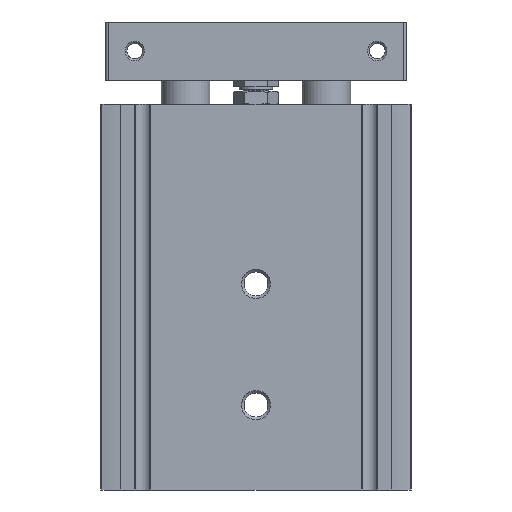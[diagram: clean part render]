
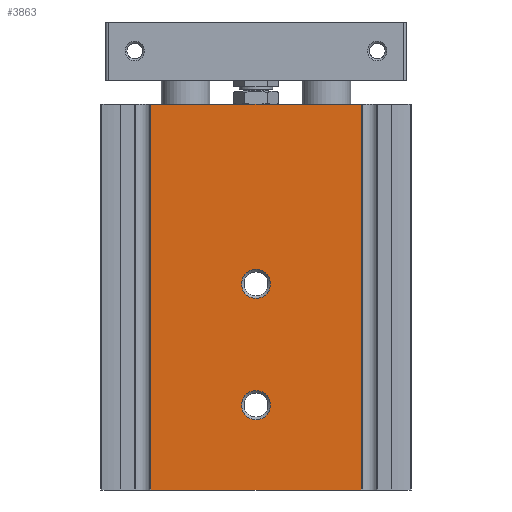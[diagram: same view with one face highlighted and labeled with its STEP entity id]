
A CAD part, front view. The second image highlights one B-rep face of the part: STEP entity #3863.
In plain terms, the highlighted face is planar.
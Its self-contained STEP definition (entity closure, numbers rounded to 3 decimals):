
#267=LINE('',#6667,#451);
#307=LINE('',#6872,#491);
#320=LINE('',#6914,#504);
#321=LINE('',#6915,#505);
#451=VECTOR('',#5308,1000.);
#491=VECTOR('',#5474,1000.);
#504=VECTOR('',#5519,1000.);
#505=VECTOR('',#5520,1000.);
#778=ORIENTED_EDGE('',*,*,#1793,.T.);
#779=ORIENTED_EDGE('',*,*,#1794,.T.);
#780=ORIENTED_EDGE('',*,*,#1795,.T.);
#781=ORIENTED_EDGE('',*,*,#1772,.F.);
#782=ORIENTED_EDGE('',*,*,#1796,.F.);
#783=ORIENTED_EDGE('',*,*,#1670,.T.);
#1670=EDGE_CURVE('',#2184,#2183,#267,.T.);
#1772=EDGE_CURVE('',#2285,#2286,#307,.T.);
#1793=EDGE_CURVE('',#2297,#2297,#2635,.T.);
#1794=EDGE_CURVE('',#2298,#2298,#2636,.T.);
#1795=EDGE_CURVE('',#2183,#2286,#320,.T.);
#1796=EDGE_CURVE('',#2184,#2285,#321,.T.);
#2183=VERTEX_POINT('',#6666);
#2184=VERTEX_POINT('',#6668);
#2285=VERTEX_POINT('',#6871);
#2286=VERTEX_POINT('',#6873);
#2297=VERTEX_POINT('',#6911);
#2298=VERTEX_POINT('',#6913);
#2635=CIRCLE('',#4784,3.);
#2636=CIRCLE('',#4785,3.);
#2865=EDGE_LOOP('',(#778));
#2866=EDGE_LOOP('',(#779));
#2867=EDGE_LOOP('',(#780,#781,#782,#783));
#3313=FACE_BOUND('',#2865,.T.);
#3314=FACE_BOUND('',#2866,.T.);
#3315=FACE_BOUND('',#2867,.T.);
#3754=PLANE('',#4783);
#3863=ADVANCED_FACE('',(#3313,#3314,#3315),#3754,.T.);
#4783=AXIS2_PLACEMENT_3D('',#6909,#5513,#5514);
#4784=AXIS2_PLACEMENT_3D('',#6910,#5515,#5516);
#4785=AXIS2_PLACEMENT_3D('',#6912,#5517,#5518);
#5308=DIRECTION('',(0.,-1.,0.));
#5474=DIRECTION('',(0.,-1.,0.));
#5513=DIRECTION('',(-1.,0.,0.));
#5514=DIRECTION('',(0.,0.,1.));
#5515=DIRECTION('',(1.,0.,0.));
#5516=DIRECTION('',(0.,0.,-1.));
#5517=DIRECTION('',(1.,0.,0.));
#5518=DIRECTION('',(0.,0.,-1.));
#5519=DIRECTION('',(0.,0.,1.));
#5520=DIRECTION('',(0.,0.,1.));
#6666=CARTESIAN_POINT('',(-12.5,-21.7,-79.5));
#6667=CARTESIAN_POINT('',(-12.5,28.,-79.5));
#6668=CARTESIAN_POINT('',(-12.5,21.7,-79.5));
#6871=CARTESIAN_POINT('',(-12.5,21.7,0.));
#6872=CARTESIAN_POINT('',(-12.5,28.,0.));
#6873=CARTESIAN_POINT('',(-12.5,-21.7,0.));
#6909=CARTESIAN_POINT('',(-12.5,28.,-79.5));
#6910=CARTESIAN_POINT('',(-12.5,0.,-62.));
#6911=CARTESIAN_POINT('',(-12.5,0.,-65.));
#6912=CARTESIAN_POINT('',(-12.5,0.,-37.));
#6913=CARTESIAN_POINT('',(-12.5,0.,-40.));
#6914=CARTESIAN_POINT('',(-12.5,-21.7,-79.5));
#6915=CARTESIAN_POINT('',(-12.5,21.7,-79.5));
